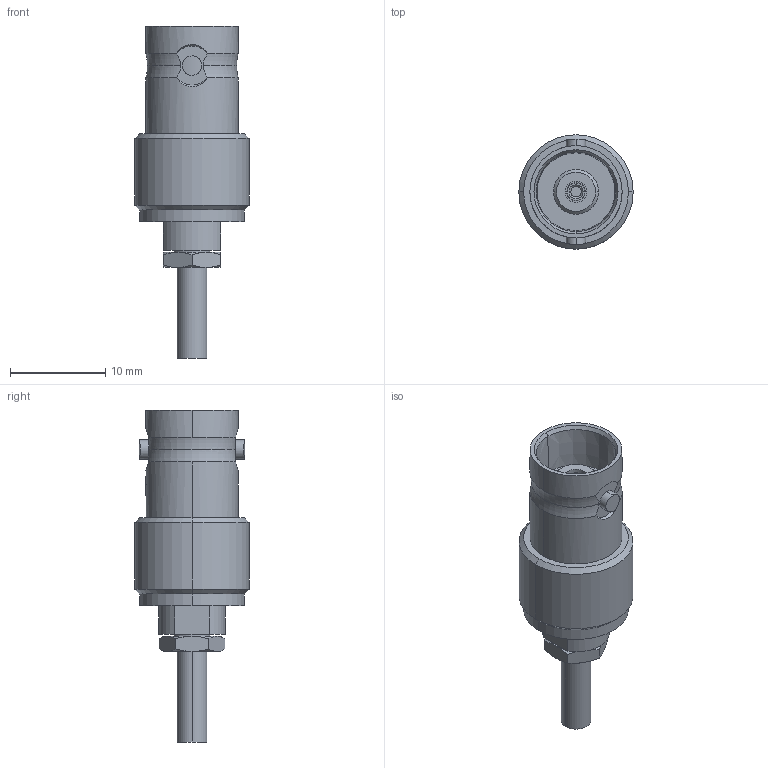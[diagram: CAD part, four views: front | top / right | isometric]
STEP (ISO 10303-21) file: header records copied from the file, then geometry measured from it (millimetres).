
FILE_DESCRIPTION (( 'STEP AP214' ), '1' );
FILE_NAME ('J01001B0060.STEP', '2018-11-20T13:53:05', ( '' ), ( '' ), 'SwSTEP 2.0', 'SolidWorks 2017', '' );
FILE_SCHEMA (( 'AUTOMOTIVE_DESIGN' ));
Length unit declared in the file: millimetre
Products named in the file (1): J01001B0060
Bounding box: 12 x 12 x 34.85 mm (x, y, z)
Volume: 1808.3 mm3; surface area: 1357.6 mm2
Topology: 1 solids, 1 shells, 149 faces, 355 edges, 229 vertices
Faces by surface type: plane 59, cylinder 46, cone 38, torus 6
Entity records: 6177 total; most frequent: CARTESIAN_POINT 1198, ORIENTED_EDGE 710, DIRECTION 684, EDGE_CURVE 355, AXIS2_PLACEMENT_3D 273, VERTEX_POINT 229, EDGE_LOOP 170, ADVANCED_FACE 149
